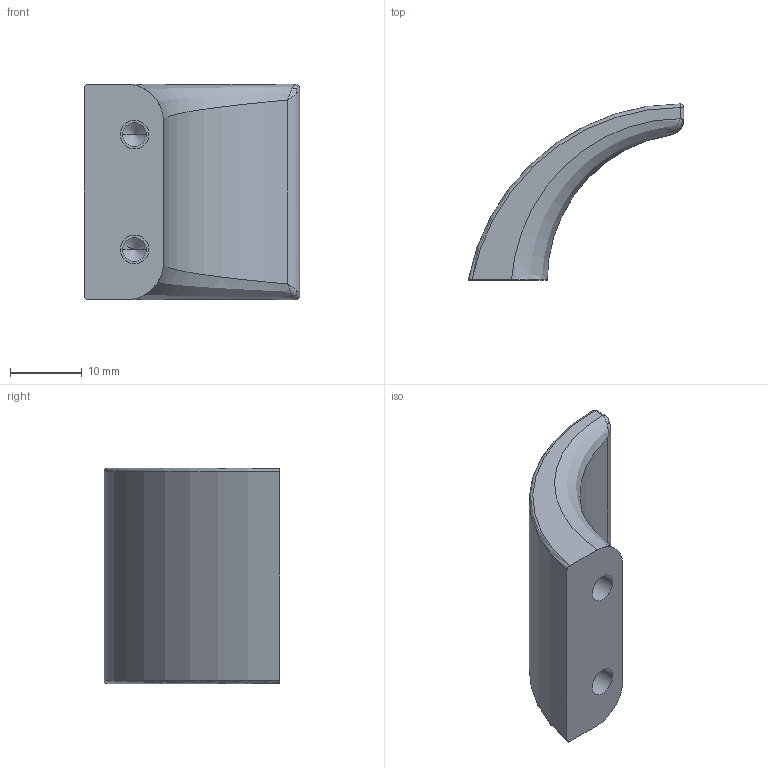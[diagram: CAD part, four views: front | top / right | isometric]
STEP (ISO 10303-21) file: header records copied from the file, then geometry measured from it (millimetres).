
FILE_DESCRIPTION(('Creo Elements/Direct Modeling STEP Export'),'2;1');
FILE_NAME('1497-30.stp','2017-09-07T14:30:07',(''),(''),'Creo Elements/Direct Modeling STEP processor for AP214 (Solid Model)','Creo Elements/Direct Modeling 20.0 12-Nov-2016 (C) Parametric Technology GmbH','');
FILE_SCHEMA(('AUTOMOTIVE_DESIGN { 1 0 10303 214 1 1 1 1 }'));
Length unit declared in the file: millimetre
Products named in the file (1): 1497-30
Bounding box: 30 x 24.5 x 30 mm (x, y, z)
Volume: 7250.2 mm3; surface area: 3219.1 mm2
Topology: 1 solids, 1 shells, 36 faces, 82 edges, 46 vertices
Faces by surface type: cylinder 14, bspline 8, plane 6, cone 4, torus 2, sphere 2
Entity records: 2075 total; most frequent: CARTESIAN_POINT 1336, ORIENTED_EDGE 152, DIRECTION 118, EDGE_CURVE 76, AXIS2_PLACEMENT_3D 47, VERTEX_POINT 46, EDGE_LOOP 40, FACE_OUTER_BOUND 36
